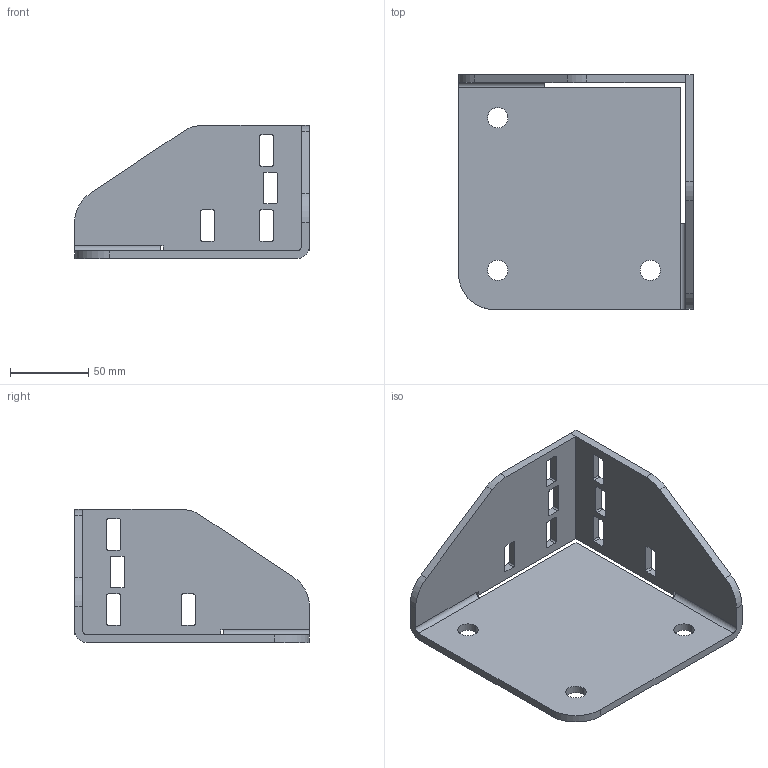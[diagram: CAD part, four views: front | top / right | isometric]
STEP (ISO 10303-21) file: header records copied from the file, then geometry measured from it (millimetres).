
FILE_DESCRIPTION (( 'STEP AP203' ), '1' );
FILE_NAME ('408520011_c_1.STEP', '2022-12-12T02:55:21', ( '' ), ( '' ), 'SwSTEP 2.0', 'SolidWorks 2014', '' );
FILE_SCHEMA (( 'CONFIG_CONTROL_DESIGN' ));
Length unit declared in the file: millimetre
Products named in the file (1): 408520011_c_1
Bounding box: 150 x 150 x 85 mm (x, y, z)
Volume: 193156.7 mm3; surface area: 86168.8 mm2
Topology: 1 solids, 1 shells, 103 faces, 295 edges, 194 vertices
Faces by surface type: plane 56, cylinder 47
Entity records: 3500 total; most frequent: DIRECTION 597, CARTESIAN_POINT 593, ORIENTED_EDGE 590, EDGE_CURVE 295, LINE 201, VECTOR 201, AXIS2_PLACEMENT_3D 198, VERTEX_POINT 194
